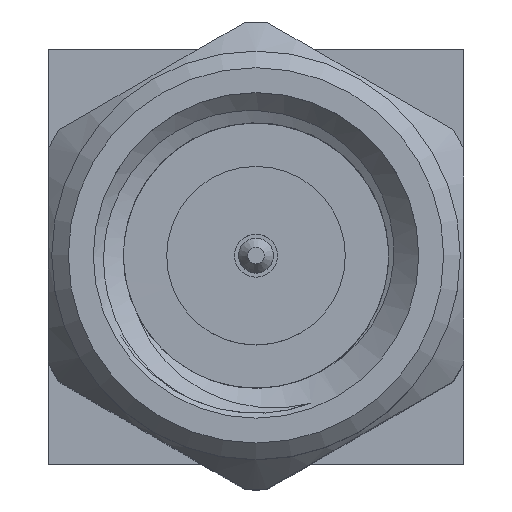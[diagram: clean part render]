
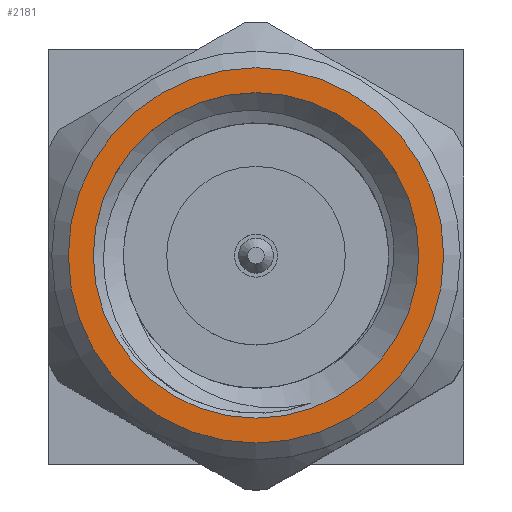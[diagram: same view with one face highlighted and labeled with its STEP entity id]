
A CAD part, top view. The second image highlights one B-rep face of the part: STEP entity #2181.
In plain terms, the highlighted planar face has unit normal (0, 0, 1).
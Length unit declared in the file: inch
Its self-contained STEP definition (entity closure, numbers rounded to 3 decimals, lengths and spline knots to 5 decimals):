
#66 = AXIS2_PLACEMENT_3D ( 'NONE', #1389, #2389, #158 ) ;
#111 = DIRECTION ( 'NONE',  ( 0., 0., 1. ) ) ;
#158 = DIRECTION ( 'NONE',  ( 0.5, -0.866, 0. ) ) ;
#594 = CARTESIAN_POINT ( 'NONE',  ( 0.08487, 0.049, 0.135 ) ) ;
#622 = CARTESIAN_POINT ( 'NONE',  ( 0.0565, -0.09786, 0.135 ) ) ;
#639 = CIRCLE ( 'NONE', #66, 0.113 ) ;
#902 = EDGE_LOOP ( 'NONE', ( #2567 ) ) ;
#1032 = EDGE_CURVE ( 'NONE', #2367, #2367, #639, .T. ) ;
#1100 = ORIENTED_EDGE ( 'NONE', *, *, #1032, .T. ) ;
#1127 = EDGE_CURVE ( 'NONE', #1844, #1844, #2234, .T. ) ;
#1389 = CARTESIAN_POINT ( 'NONE',  ( 0., 0., 0.135 ) ) ;
#1398 = AXIS2_PLACEMENT_3D ( 'NONE', #594, #111, #1634 ) ;
#1634 = DIRECTION ( 'NONE',  ( 1., 0., 0. ) ) ;
#1667 = DIRECTION ( 'NONE',  ( -0.5, 0.866, 0. ) ) ;
#1844 = VERTEX_POINT ( 'NONE', #2668 ) ;
#2181 = ADVANCED_FACE ( 'NONE', ( #2358, #3130 ), #2854, .T. ) ;
#2234 = CIRCLE ( 'NONE', #2392, 0.098 ) ;
#2358 = FACE_BOUND ( 'NONE', #902, .T. ) ;
#2367 = VERTEX_POINT ( 'NONE', #622 ) ;
#2389 = DIRECTION ( 'NONE',  ( 0., 0., 1. ) ) ;
#2392 = AXIS2_PLACEMENT_3D ( 'NONE', #2901, #2476, #1667 ) ;
#2476 = DIRECTION ( 'NONE',  ( 0., 0., -1. ) ) ;
#2567 = ORIENTED_EDGE ( 'NONE', *, *, #1127, .T. ) ;
#2668 = CARTESIAN_POINT ( 'NONE',  ( -0.049, 0.08487, 0.135 ) ) ;
#2747 = EDGE_LOOP ( 'NONE', ( #1100 ) ) ;
#2854 = PLANE ( 'NONE',  #1398 ) ;
#2901 = CARTESIAN_POINT ( 'NONE',  ( 0., 0., 0.135 ) ) ;
#3130 = FACE_OUTER_BOUND ( 'NONE', #2747, .T. ) ;
